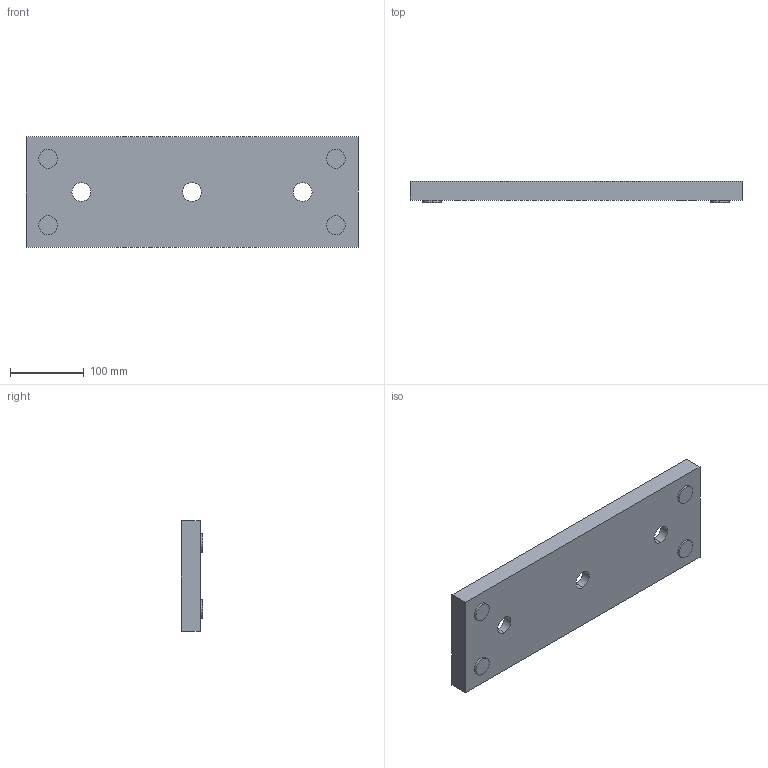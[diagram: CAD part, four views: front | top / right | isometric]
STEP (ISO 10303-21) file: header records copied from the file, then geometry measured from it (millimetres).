
FILE_DESCRIPTION (( 'STEP AP214' ), '1' );
FILE_NAME ('T0129_3Base_1a.STEP', '2025-01-29T19:56:04', ( '' ), ( '' ), 'SwSTEP 2.0', 'SolidWorks 2025', '' );
FILE_SCHEMA (( 'AUTOMOTIVE_DESIGN' ));
Length unit declared in the file: millimetre
Products named in the file (1): T0129_3Base_1a
Bounding box: 450 x 28.57 x 150 mm (x, y, z)
Volume: 1323900.2 mm3; surface area: 185133 mm2
Topology: 5 solids, 5 shells, 55 faces, 126 edges, 84 vertices
Faces by surface type: plane 29, cylinder 26
Entity records: 1621 total; most frequent: DIRECTION 290, CARTESIAN_POINT 266, ORIENTED_EDGE 252, EDGE_CURVE 126, AXIS2_PLACEMENT_3D 108, VERTEX_POINT 84, LINE 74, VECTOR 74
